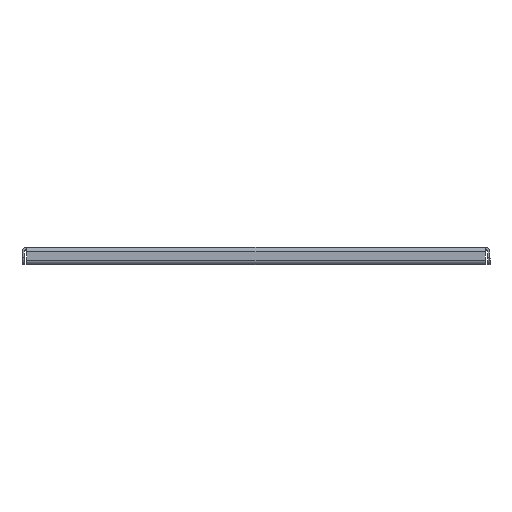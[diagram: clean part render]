
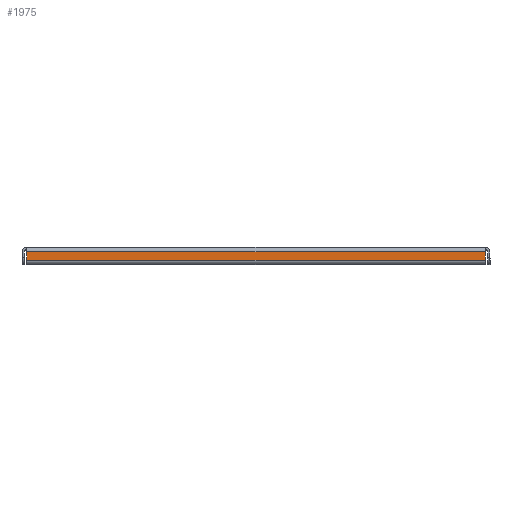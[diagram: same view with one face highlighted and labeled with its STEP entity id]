
A CAD part, front view. The second image highlights one B-rep face of the part: STEP entity #1975.
In plain terms, the highlighted planar face has unit normal (0, -1, 0).
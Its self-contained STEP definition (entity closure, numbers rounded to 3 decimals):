
#54 = EDGE_CURVE ( 'NONE', #489, #205, #1616, .T. ) ;
#205 = VERTEX_POINT ( 'NONE', #2235 ) ;
#269 = AXIS2_PLACEMENT_3D ( 'NONE', #1752, #2889, #630 ) ;
#292 = DIRECTION ( 'NONE',  ( 0., 0., 1. ) ) ;
#310 = CARTESIAN_POINT ( 'NONE',  ( 195.5, -300., -11. ) ) ;
#403 = FACE_OUTER_BOUND ( 'NONE', #1961, .T. ) ;
#489 = VERTEX_POINT ( 'NONE', #1106 ) ;
#494 = ORIENTED_EDGE ( 'NONE', *, *, #2725, .F. ) ;
#518 = LINE ( 'NONE', #1430, #2402 ) ;
#577 = EDGE_CURVE ( 'NONE', #2050, #2271, #1095, .T. ) ;
#630 = DIRECTION ( 'NONE',  ( 0., 0., 1. ) ) ;
#677 = EDGE_CURVE ( 'NONE', #205, #2271, #2030, .T. ) ;
#869 = CARTESIAN_POINT ( 'NONE',  ( -195.5, -300., -11. ) ) ;
#971 = CARTESIAN_POINT ( 'NONE',  ( 195.5, -300., -2. ) ) ;
#1095 = LINE ( 'NONE', #869, #2193 ) ;
#1106 = CARTESIAN_POINT ( 'NONE',  ( -195.5, -300., -4. ) ) ;
#1158 = CARTESIAN_POINT ( 'NONE',  ( 195.5, -300., -4. ) ) ;
#1430 = CARTESIAN_POINT ( 'NONE',  ( -195.5, -300., -15. ) ) ;
#1565 = CARTESIAN_POINT ( 'NONE',  ( -195.5, -300., -11. ) ) ;
#1616 = LINE ( 'NONE', #1158, #2869 ) ;
#1633 = DIRECTION ( 'NONE',  ( 1., 0., 0. ) ) ;
#1752 = CARTESIAN_POINT ( 'NONE',  ( 0., -300., 0. ) ) ;
#1827 = ORIENTED_EDGE ( 'NONE', *, *, #577, .T. ) ;
#1908 = DIRECTION ( 'NONE',  ( 0., 0., -1. ) ) ;
#1961 = EDGE_LOOP ( 'NONE', ( #1827, #2607, #2294, #494 ) ) ;
#1975 = ADVANCED_FACE ( 'NONE', ( #403 ), #2477, .F. ) ;
#2030 = LINE ( 'NONE', #971, #2432 ) ;
#2050 = VERTEX_POINT ( 'NONE', #1565 ) ;
#2193 = VECTOR ( 'NONE', #2201, 1000. ) ;
#2201 = DIRECTION ( 'NONE',  ( 1., 0., 0. ) ) ;
#2235 = CARTESIAN_POINT ( 'NONE',  ( 195.5, -300., -4. ) ) ;
#2271 = VERTEX_POINT ( 'NONE', #310 ) ;
#2294 = ORIENTED_EDGE ( 'NONE', *, *, #54, .F. ) ;
#2402 = VECTOR ( 'NONE', #292, 1000. ) ;
#2432 = VECTOR ( 'NONE', #1908, 1000. ) ;
#2477 = PLANE ( 'NONE',  #269 ) ;
#2607 = ORIENTED_EDGE ( 'NONE', *, *, #677, .F. ) ;
#2725 = EDGE_CURVE ( 'NONE', #2050, #489, #518, .T. ) ;
#2869 = VECTOR ( 'NONE', #1633, 1000. ) ;
#2889 = DIRECTION ( 'NONE',  ( 0., 1., 0. ) ) ;
